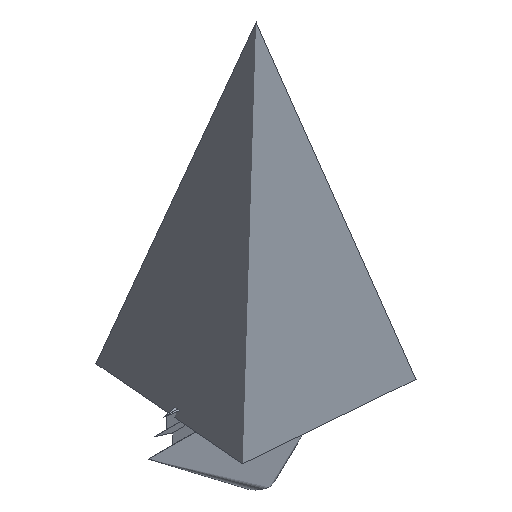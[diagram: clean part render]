
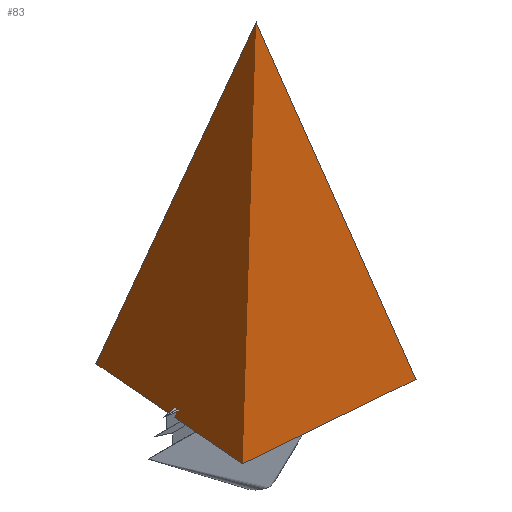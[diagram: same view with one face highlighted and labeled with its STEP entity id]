
A CAD part, isometric view. The second image highlights one B-rep face of the part: STEP entity #83.
In plain terms, the highlighted free-form (B-spline) face has degree [2, 3] with [5, 6] control points.
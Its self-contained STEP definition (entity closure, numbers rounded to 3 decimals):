
#83=ADVANCED_FACE($,(#117),#438,.T.);
#117=FACE_OUTER_BOUND($,#152,.T.);
#152=EDGE_LOOP($,(#242,#243,#244,#245));
#242=ORIENTED_EDGE($,*,*,#348,.T.);
#243=ORIENTED_EDGE($,*,*,#368,.F.);
#244=ORIENTED_EDGE($,*,*,#361,.F.);
#245=ORIENTED_EDGE($,*,*,#349,.T.);
#348=EDGE_CURVE($,#402,#403,#513,.T.);
#349=EDGE_CURVE($,#404,#402,#514,.T.);
#361=EDGE_CURVE($,#404,#415,#526,.T.);
#368=EDGE_CURVE($,#415,#403,#533,.T.);
#402=VERTEX_POINT($,#2000);
#403=VERTEX_POINT($,#2001);
#404=VERTEX_POINT($,#2002);
#415=VERTEX_POINT($,#2013);
#438=(
BOUNDED_SURFACE()
B_SPLINE_SURFACE(2,3,((#1693,#1694,#1695,#1696,#1697,#1698),(#1699,#1700,
#1701,#1702,#1703,#1704),(#1705,#1706,#1707,#1708,#1709,#1710),(#1711,#1712,
#1713,#1714,#1715,#1716),(#1717,#1718,#1719,#1720,#1721,#1722)),.UNSPECIFIED.,
.F.,.F.,.F.)
B_SPLINE_SURFACE_WITH_KNOTS((3,2,3),(4,1,1,4),(0.,125.715,251.431),
(0.,69.439,138.878,204.149),.UNSPECIFIED.)
GEOMETRIC_REPRESENTATION_ITEM()
RATIONAL_B_SPLINE_SURFACE(((1.,1.,1.,1.,1.,1.),(0.707,0.707,
0.707,0.707,0.707,0.707),
(1.,1.,1.,1.,1.,1.),(0.707,0.707,0.707,
0.707,0.707,0.707),(1.,1.,1.,1.,1.,1.)))
REPRESENTATION_ITEM($)
SURFACE()
);
#513=(
BOUNDED_CURVE()
B_SPLINE_CURVE(3,(#1574,#1575,#1576,#1577,#1578,#1579),.UNSPECIFIED.,.F.,
.F.)
B_SPLINE_CURVE_WITH_KNOTS((4,1,1,4),(0.,69.439,138.878,
204.149),.UNSPECIFIED.)
CURVE()
GEOMETRIC_REPRESENTATION_ITEM()
RATIONAL_B_SPLINE_CURVE((1.,1.,1.,1.,1.,1.))
REPRESENTATION_ITEM($)
);
#514=(
BOUNDED_CURVE()
B_SPLINE_CURVE(3,(#1580,#1581,#1582,#1583,#1584,#1585),.UNSPECIFIED.,.F.,
.F.)
B_SPLINE_CURVE_WITH_KNOTS((4,1,1,4),(-204.149,-138.878,
-69.439,0.),.UNSPECIFIED.)
CURVE()
GEOMETRIC_REPRESENTATION_ITEM()
RATIONAL_B_SPLINE_CURVE((1.,1.,1.,1.,1.,1.))
REPRESENTATION_ITEM($)
);
#526=(
BOUNDED_CURVE()
B_SPLINE_CURVE(2,(#1659,#1660,#1661),.UNSPECIFIED.,.F.,.F.)
B_SPLINE_CURVE_WITH_KNOTS((3,3),(-258.969,-172.646),.UNSPECIFIED.)
CURVE()
GEOMETRIC_REPRESENTATION_ITEM()
RATIONAL_B_SPLINE_CURVE((1.,0.707,1.))
REPRESENTATION_ITEM($)
);
#533=(
BOUNDED_CURVE()
B_SPLINE_CURVE(2,(#1680,#1681,#1682),.UNSPECIFIED.,.F.,.F.)
B_SPLINE_CURVE_WITH_KNOTS((3,3),(-172.646,-86.323),.UNSPECIFIED.)
CURVE()
GEOMETRIC_REPRESENTATION_ITEM()
RATIONAL_B_SPLINE_CURVE((1.,0.707,1.))
REPRESENTATION_ITEM($)
);
#1574=CARTESIAN_POINT($,(0.,-0.225,191.561));
#1575=CARTESIAN_POINT($,(-8.193,9.461,191.561));
#1576=CARTESIAN_POINT($,(-46.268,54.474,188.885));
#1577=CARTESIAN_POINT($,(-56.768,66.887,108.144));
#1578=CARTESIAN_POINT($,(-40.989,48.233,58.935));
#1579=CARTESIAN_POINT($,(-35.491,41.733,45.062));
#1580=CARTESIAN_POINT($,(35.491,-42.182,45.062));
#1581=CARTESIAN_POINT($,(40.989,-48.682,58.935));
#1582=CARTESIAN_POINT($,(56.768,-67.336,108.144));
#1583=CARTESIAN_POINT($,(46.268,-54.923,188.885));
#1584=CARTESIAN_POINT($,(8.193,-9.91,191.561));
#1585=CARTESIAN_POINT($,(0.,-0.225,191.561));
#1659=CARTESIAN_POINT($,(35.491,-42.182,45.062));
#1660=CARTESIAN_POINT($,(-6.467,-77.673,45.062));
#1661=CARTESIAN_POINT($,(-41.958,-35.715,45.062));
#1680=CARTESIAN_POINT($,(-41.958,-35.715,45.062));
#1681=CARTESIAN_POINT($,(-77.448,6.242,45.062));
#1682=CARTESIAN_POINT($,(-35.491,41.733,45.062));
#1693=CARTESIAN_POINT($,(0.,-0.225,191.561));
#1694=CARTESIAN_POINT($,(8.193,-9.91,191.561));
#1695=CARTESIAN_POINT($,(46.268,-54.923,188.885));
#1696=CARTESIAN_POINT($,(56.768,-67.336,108.144));
#1697=CARTESIAN_POINT($,(40.989,-48.682,58.935));
#1698=CARTESIAN_POINT($,(35.491,-42.182,45.062));
#1699=CARTESIAN_POINT($,(0.,-0.225,191.561));
#1700=CARTESIAN_POINT($,(-1.493,-18.103,191.561));
#1701=CARTESIAN_POINT($,(-8.431,-101.192,188.885));
#1702=CARTESIAN_POINT($,(-10.344,-124.104,108.144));
#1703=CARTESIAN_POINT($,(-7.469,-89.671,58.935));
#1704=CARTESIAN_POINT($,(-6.467,-77.673,45.062));
#1705=CARTESIAN_POINT($,(0.,-0.225,191.561));
#1706=CARTESIAN_POINT($,(-9.686,-8.418,191.561));
#1707=CARTESIAN_POINT($,(-54.699,-46.493,188.885));
#1708=CARTESIAN_POINT($,(-67.112,-56.993,108.144));
#1709=CARTESIAN_POINT($,(-48.457,-41.213,58.935));
#1710=CARTESIAN_POINT($,(-41.958,-35.715,45.062));
#1711=CARTESIAN_POINT($,(0.,-0.225,191.561));
#1712=CARTESIAN_POINT($,(-17.879,1.268,191.561));
#1713=CARTESIAN_POINT($,(-100.967,8.206,188.885));
#1714=CARTESIAN_POINT($,(-123.88,10.119,108.144));
#1715=CARTESIAN_POINT($,(-89.446,7.244,58.935));
#1716=CARTESIAN_POINT($,(-77.448,6.242,45.062));
#1717=CARTESIAN_POINT($,(0.,-0.225,191.561));
#1718=CARTESIAN_POINT($,(-8.193,9.461,191.561));
#1719=CARTESIAN_POINT($,(-46.268,54.474,188.885));
#1720=CARTESIAN_POINT($,(-56.768,66.887,108.144));
#1721=CARTESIAN_POINT($,(-40.989,48.233,58.935));
#1722=CARTESIAN_POINT($,(-35.491,41.733,45.062));
#2000=CARTESIAN_POINT($,(0.,-0.225,191.561));
#2001=CARTESIAN_POINT($,(-35.491,41.733,45.062));
#2002=CARTESIAN_POINT($,(35.491,-42.182,45.062));
#2013=CARTESIAN_POINT($,(-41.958,-35.715,45.062));
